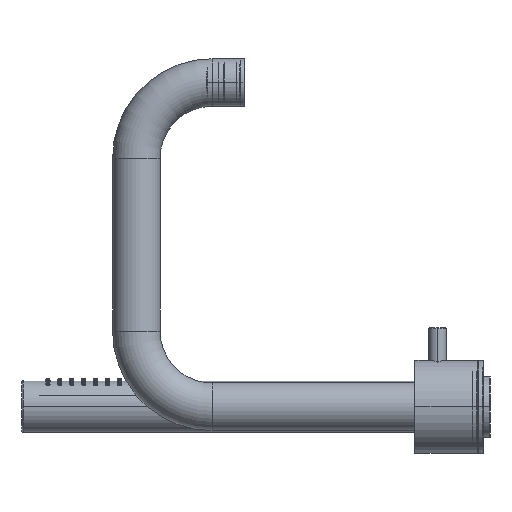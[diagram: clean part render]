
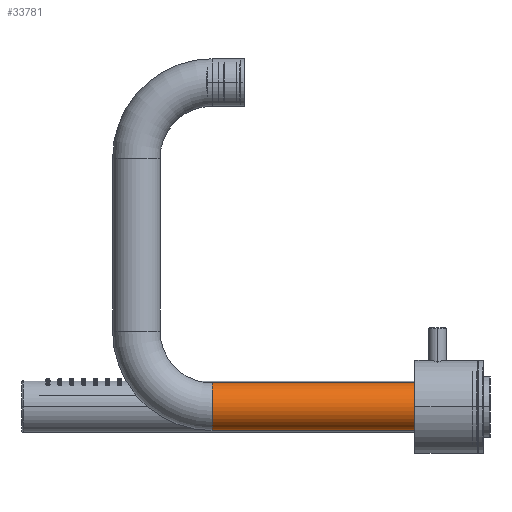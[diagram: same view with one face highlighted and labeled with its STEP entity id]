
A CAD part, left-side view. The second image highlights one B-rep face of the part: STEP entity #33781.
In plain terms, the highlighted cylindrical face has radius 11 mm (diameter 22 mm), a partial arc.
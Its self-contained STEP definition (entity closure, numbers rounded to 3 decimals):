
#33106=CARTESIAN_POINT('',(0.,0.,0.));
#33107=DIRECTION('',(0.,1.,0.));
#33108=DIRECTION('',(-1.,0.,0.));
#33109=AXIS2_PLACEMENT_3D('',#33106,#33107,#33108);
#33138=DIRECTION('',(0.,1.,0.));
#33139=VECTOR('',#33138,124.);
#33140=CARTESIAN_POINT('',(-11.,0.,0.));
#33141=LINE('',#33140,#33139);
#33145=DIRECTION('',(0.,1.,0.));
#33146=VECTOR('',#33145,124.);
#33147=CARTESIAN_POINT('',(11.,0.,0.));
#33148=LINE('',#33147,#33146);
#33168=CARTESIAN_POINT('',(0.,124.,0.));
#33169=DIRECTION('',(0.,1.,0.));
#33170=DIRECTION('',(-1.,0.,0.));
#33171=AXIS2_PLACEMENT_3D('',#33168,#33169,#33170);
#33662=CARTESIAN_POINT('',(-11.,0.,0.));
#33663=CARTESIAN_POINT('',(11.,0.,0.));
#33664=VERTEX_POINT('',#33662);
#33665=VERTEX_POINT('',#33663);
#33666=CARTESIAN_POINT('',(-11.,124.,0.));
#33667=CARTESIAN_POINT('',(11.,124.,0.));
#33668=VERTEX_POINT('',#33666);
#33669=VERTEX_POINT('',#33667);
#33767=CARTESIAN_POINT('',(0.,0.,0.));
#33768=DIRECTION('',(0.,1.,0.));
#33769=DIRECTION('',(-1.,0.,0.));
#33770=AXIS2_PLACEMENT_3D('',#33767,#33768,#33769);
#33771=CYLINDRICAL_SURFACE('',#33770,11.);
#33772=ORIENTED_EDGE('',*,*,#33747,.F.);
#33774=ORIENTED_EDGE('',*,*,#33773,.T.);
#33776=ORIENTED_EDGE('',*,*,#33775,.T.);
#33778=ORIENTED_EDGE('',*,*,#33777,.F.);
#33779=EDGE_LOOP('',(#33772,#33774,#33776,#33778));
#33780=FACE_OUTER_BOUND('',#33779,.F.);
#33781=ADVANCED_FACE('',(#33780),#33771,.T.);
#33110=CIRCLE('',#33109,11.);
#33172=CIRCLE('',#33171,11.);
#33747=EDGE_CURVE('',#33664,#33665,#33110,.T.);
#33773=EDGE_CURVE('',#33664,#33668,#33141,.T.);
#33775=EDGE_CURVE('',#33668,#33669,#33172,.T.);
#33777=EDGE_CURVE('',#33665,#33669,#33148,.T.);
